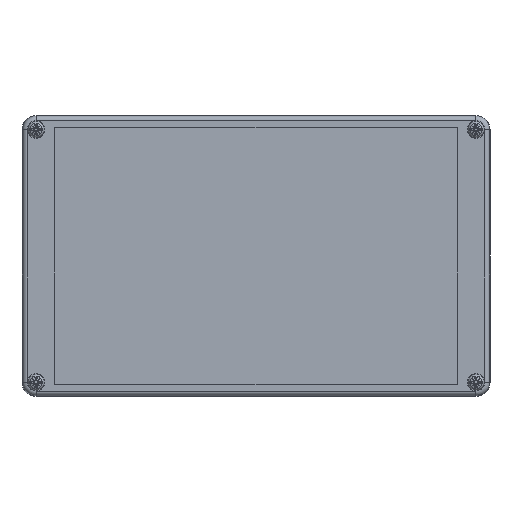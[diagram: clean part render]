
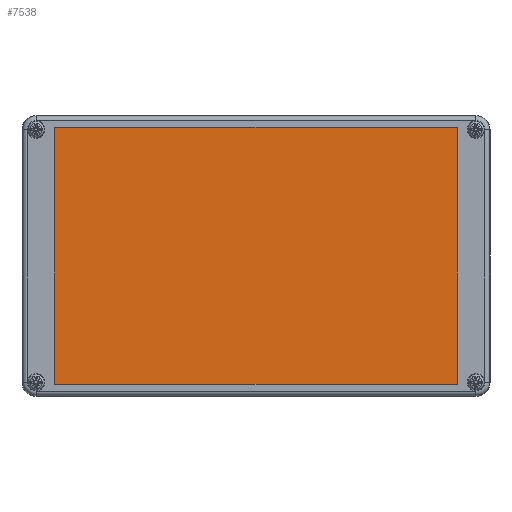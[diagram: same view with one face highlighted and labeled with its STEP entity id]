
A CAD part, top view. The second image highlights one B-rep face of the part: STEP entity #7538.
In plain terms, the highlighted face is planar.
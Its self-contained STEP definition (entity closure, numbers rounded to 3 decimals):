
#7408=CARTESIAN_POINT('',(86.05,54.9,-14.1));
#7409=VERTEX_POINT('',#7408);
#7410=CARTESIAN_POINT('',(86.05,-54.9,-14.1));
#7411=VERTEX_POINT('',#7410);
#7412=CARTESIAN_POINT('',(86.05,54.9,-14.1));
#7413=DIRECTION('',(0.0,-1.0,0.0));
#7414=VECTOR('',#7413,109.8);
#7415=LINE('',#7412,#7414);
#7416=EDGE_CURVE('',#7409,#7411,#7415,.T.);
#7448=CARTESIAN_POINT('',(-86.05,-54.9,-14.1));
#7449=VERTEX_POINT('',#7448);
#7450=CARTESIAN_POINT('',(86.05,-54.9,-14.1));
#7451=DIRECTION('',(-1.0,0.0,0.0));
#7452=VECTOR('',#7451,172.1);
#7453=LINE('',#7450,#7452);
#7454=EDGE_CURVE('',#7411,#7449,#7453,.T.);
#7479=CARTESIAN_POINT('',(-86.05,54.9,-14.1));
#7480=VERTEX_POINT('',#7479);
#7481=CARTESIAN_POINT('',(-86.05,-54.9,-14.1));
#7482=DIRECTION('',(0.0,1.0,0.0));
#7483=VECTOR('',#7482,109.8);
#7484=LINE('',#7481,#7483);
#7485=EDGE_CURVE('',#7449,#7480,#7484,.T.);
#7510=CARTESIAN_POINT('',(-86.05,54.9,-14.1));
#7511=DIRECTION('',(1.0,0.0,0.0));
#7512=VECTOR('',#7511,172.1);
#7513=LINE('',#7510,#7512);
#7514=EDGE_CURVE('',#7480,#7409,#7513,.T.);
#7527=CARTESIAN_POINT('',(0.0,0.,-14.1));
#7528=DIRECTION('',(0.0,0.0,1.0));
#7529=DIRECTION('',(1.0,0.0,0.0));
#7530=AXIS2_PLACEMENT_3D('',#7527,#7528,#7529);
#7531=PLANE('',#7530);
#7532=ORIENTED_EDGE('',*,*,#7416,.T.);
#7533=ORIENTED_EDGE('',*,*,#7454,.T.);
#7534=ORIENTED_EDGE('',*,*,#7485,.T.);
#7535=ORIENTED_EDGE('',*,*,#7514,.T.);
#7536=EDGE_LOOP('',(#7532,#7533,#7534,#7535));
#7537=FACE_OUTER_BOUND('',#7536,.T.);
#7538=ADVANCED_FACE('',(#7537),#7531,.F.);
